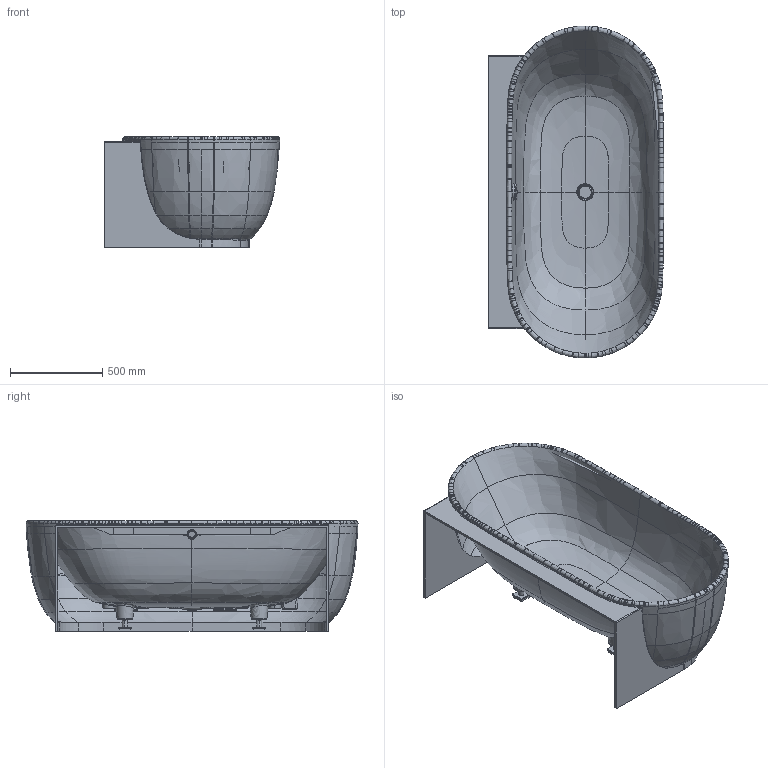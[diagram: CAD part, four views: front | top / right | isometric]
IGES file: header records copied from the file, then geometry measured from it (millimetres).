
Global section: file name: No Iges File Name specified; native system: Autodesk Inventor 2011; preprocessor: AutoDesk Inventor Iges Exporter R2011; author: Administrator; date: 20170620.200707; units: millimetre
Bounding box: 950.52 x 1800.36 x 600.04 mm (x, y, z)
Volume: 56692146.1 mm3; surface area: 9452886.7 mm2
Topology: 16 solids, 16 shells, 1379 faces, 5003 edges, 3678 vertices
Faces by surface type: bspline 1028, plane 174, cylinder 78, revolution 69, cone 18, torus 12
